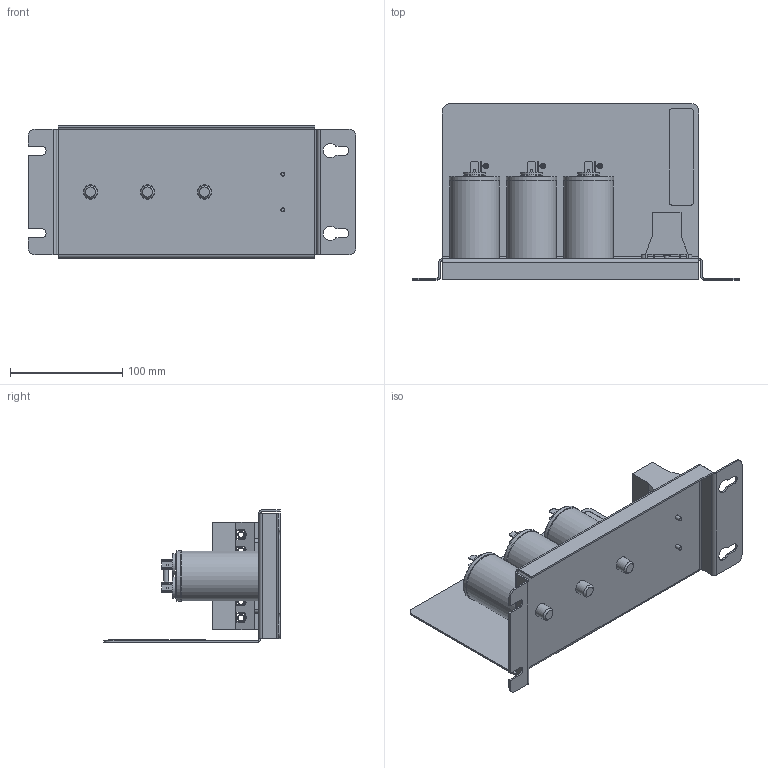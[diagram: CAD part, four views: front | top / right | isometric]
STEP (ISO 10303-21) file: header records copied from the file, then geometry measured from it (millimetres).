
FILE_DESCRIPTION(/* description */ (''),/* implementation_level */ '2;1');
FILE_NAME(/* name */ 'KPCUL002C62.stp',/* time_stamp */ '2024-10-02T12:57:34-05:00',/* author */ ('jnelson'),/* organization */ (''),/* preprocessor_version */ 'ST-DEVELOPER v20',/* originating_system */ 'Autodesk Inventor 2024',/* authorisation */ '');
FILE_SCHEMA (('AUTOMOTIVE_DESIGN { 1 0 10303 214 3 1 1 }'));
Length unit declared in the file: inch
Products named in the file (6): 107158; KPC PANEL-Revised; 29340; 19324; 23837; 26671
Assembly tree (8 placements, depth 2):
  107158
    KPC PANEL-Revised
    29340  x3
    19324
    23837
    26671  x2
Bounding box: 292.2 x 157.14 x 118.21 mm (x, y, z)
Volume: 532099.5 mm3; surface area: 245618.4 mm2
Topology: 26 solids, 26 shells, 1011 faces, 2526 edges, 1639 vertices
Faces by surface type: plane 679, cylinder 272, torus 37, bspline 18, cone 5
Full cylindrical faces by diameter (mm): 0.762 x12, 1.211 x3, 1.22 x6, 1.861 x6, 2.642 x14, 2.794 x3, 3.505 x2, 3.962 x5, 4.47 x3, 4.898 x5, 5.08 x12, 5.083 x1, 6.124 x5, 6.35 x3, 6.375 x12, 6.379 x1, 6.858 x2, 7.341 x5, 9.652 x6, 11.989 x3, 12.7 x3, 15.771 x3, 15.827 x3, 19.05 x6, 44.45 x6, 45.212 x3
Entity records: 22747 total; most frequent: CARTESIAN_POINT 3939, DIRECTION 3882, ORIENTED_EDGE 3704, EDGE_CURVE 1852, LINE 1308, VECTOR 1308, AXIS2_PLACEMENT_3D 1287, VERTEX_POINT 1199
